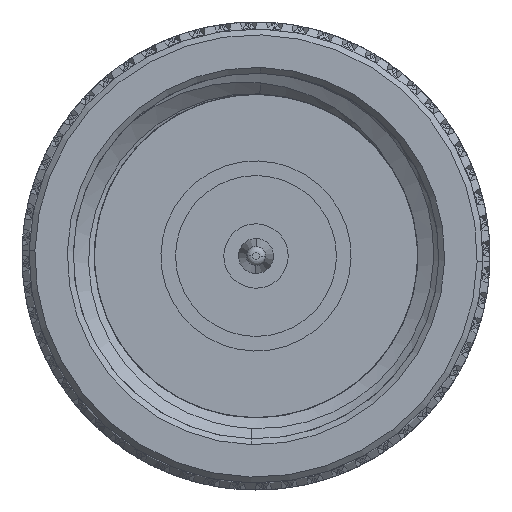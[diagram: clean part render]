
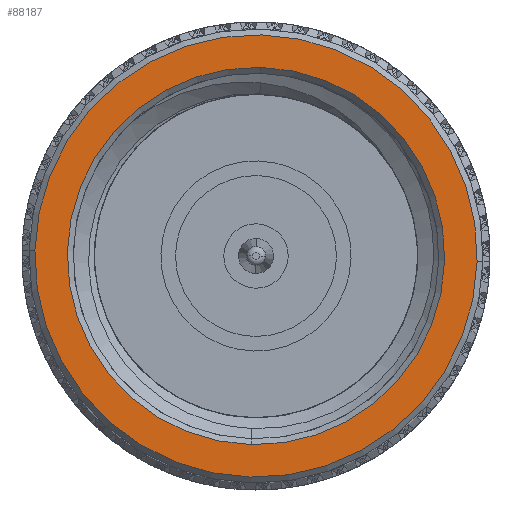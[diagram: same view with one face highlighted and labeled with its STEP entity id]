
A CAD part, left-side view. The second image highlights one B-rep face of the part: STEP entity #88187.
In plain terms, the highlighted planar face has unit normal (-1, 0, 0).
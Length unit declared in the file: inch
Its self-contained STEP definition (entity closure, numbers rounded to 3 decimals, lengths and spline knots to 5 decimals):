
#371 = PLANE ( 'NONE',  #51317 ) ;
#2469 = EDGE_CURVE ( 'NONE', #70335, #26758, #23425, .T. ) ;
#6798 = DIRECTION ( 'NONE',  ( 0., -1., 0. ) ) ;
#16102 = ORIENTED_EDGE ( 'NONE', *, *, #89370, .T. ) ;
#23425 = CIRCLE ( 'NONE', #73075, 0.3225 ) ;
#26758 = VERTEX_POINT ( 'NONE', #72949 ) ;
#26890 = VERTEX_POINT ( 'NONE', #46390 ) ;
#27108 = CIRCLE ( 'NONE', #115844, 0.3225 ) ;
#29670 = ORIENTED_EDGE ( 'NONE', *, *, #38479, .T. ) ;
#31686 = AXIS2_PLACEMENT_3D ( 'NONE', #37368, #63528, #109724 ) ;
#32667 = DIRECTION ( 'NONE',  ( 0., -1., 0. ) ) ;
#34653 = AXIS2_PLACEMENT_3D ( 'NONE', #66901, #76065, #85242 ) ;
#37368 = CARTESIAN_POINT ( 'NONE',  ( 0., 0., 0. ) ) ;
#38479 = EDGE_CURVE ( 'NONE', #26758, #70335, #27108, .T. ) ;
#40826 = EDGE_LOOP ( 'NONE', ( #95136, #29670 ) ) ;
#42917 = DIRECTION ( 'NONE',  ( 1., 0., 0. ) ) ;
#46390 = CARTESIAN_POINT ( 'NONE',  ( 0., -0.37809, 0. ) ) ;
#51317 = AXIS2_PLACEMENT_3D ( 'NONE', #74148, #73337, #82485 ) ;
#59212 = EDGE_CURVE ( 'NONE', #113678, #26890, #105051, .T. ) ;
#63528 = DIRECTION ( 'NONE',  ( -1., 0., 0. ) ) ;
#66901 = CARTESIAN_POINT ( 'NONE',  ( 0., 0., 0. ) ) ;
#70243 = CARTESIAN_POINT ( 'NONE',  ( 0., 0., 0. ) ) ;
#70335 = VERTEX_POINT ( 'NONE', #105666 ) ;
#72949 = CARTESIAN_POINT ( 'NONE',  ( 0., 0., -0.3225 ) ) ;
#73075 = AXIS2_PLACEMENT_3D ( 'NONE', #106239, #42917, #32667 ) ;
#73337 = DIRECTION ( 'NONE',  ( -1., 0., 0. ) ) ;
#74148 = CARTESIAN_POINT ( 'NONE',  ( 0., 0.38809, 0. ) ) ;
#76065 = DIRECTION ( 'NONE',  ( -1., 0., 0. ) ) ;
#77579 = FACE_OUTER_BOUND ( 'NONE', #79911, .T. ) ;
#79911 = EDGE_LOOP ( 'NONE', ( #106583, #16102 ) ) ;
#82485 = DIRECTION ( 'NONE',  ( 0., -1., 0. ) ) ;
#83841 = CARTESIAN_POINT ( 'NONE',  ( 0., 0.37809, 0. ) ) ;
#85242 = DIRECTION ( 'NONE',  ( 0., -1., 0. ) ) ;
#88187 = ADVANCED_FACE ( 'NONE', ( #90570, #77579 ), #371, .T. ) ;
#89370 = EDGE_CURVE ( 'NONE', #26890, #113678, #116335, .T. ) ;
#90570 = FACE_BOUND ( 'NONE', #40826, .T. ) ;
#95136 = ORIENTED_EDGE ( 'NONE', *, *, #2469, .T. ) ;
#105051 = CIRCLE ( 'NONE', #34653, 0.37809 ) ;
#105666 = CARTESIAN_POINT ( 'NONE',  ( 0., 0., 0.3225 ) ) ;
#106239 = CARTESIAN_POINT ( 'NONE',  ( 0., 0., 0. ) ) ;
#106583 = ORIENTED_EDGE ( 'NONE', *, *, #59212, .T. ) ;
#109724 = DIRECTION ( 'NONE',  ( 0., -1., 0. ) ) ;
#113678 = VERTEX_POINT ( 'NONE', #83841 ) ;
#115844 = AXIS2_PLACEMENT_3D ( 'NONE', #70243, #116109, #6798 ) ;
#116109 = DIRECTION ( 'NONE',  ( 1., 0., 0. ) ) ;
#116335 = CIRCLE ( 'NONE', #31686, 0.37809 ) ;
